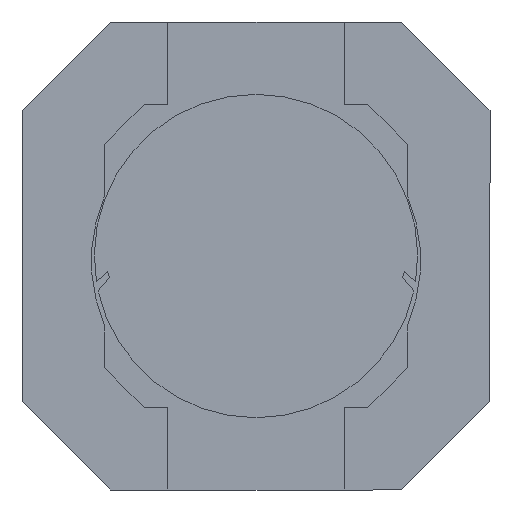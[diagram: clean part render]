
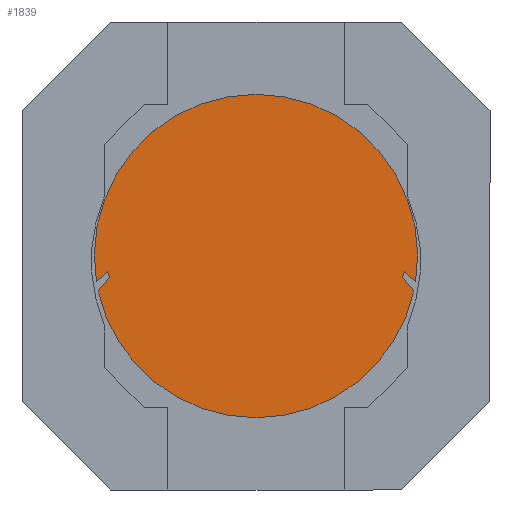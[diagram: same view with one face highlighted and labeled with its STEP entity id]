
A CAD part, front view. The second image highlights one B-rep face of the part: STEP entity #1839.
In plain terms, the highlighted planar face has unit normal (0, -1, 0).
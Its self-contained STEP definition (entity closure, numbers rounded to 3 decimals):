
#12 = CIRCLE ( 'NONE', #1288, 1.375 ) ;
#84 = DIRECTION ( 'NONE',  ( 0., -1., 0. ) ) ;
#119 = DIRECTION ( 'NONE',  ( -0.287, 0., -0.958 ) ) ;
#150 = ORIENTED_EDGE ( 'NONE', *, *, #525, .T. ) ;
#184 = DIRECTION ( 'NONE',  ( 0., 0., -1. ) ) ;
#195 = DIRECTION ( 'NONE',  ( 0., -1., 0. ) ) ;
#196 = VECTOR ( 'NONE', #119, 1000. ) ;
#242 = EDGE_CURVE ( 'NONE', #1340, #661, #1728, .T. ) ;
#260 = CARTESIAN_POINT ( 'NONE',  ( 1.262, 0.2, -0.131 ) ) ;
#316 = LINE ( 'NONE', #1413, #1218 ) ;
#331 = ORIENTED_EDGE ( 'NONE', *, *, #1677, .T. ) ;
#339 = VECTOR ( 'NONE', #1439, 1000. ) ;
#347 = AXIS2_PLACEMENT_3D ( 'NONE', #763, #84, #771 ) ;
#361 = CARTESIAN_POINT ( 'NONE',  ( 1.342, 0.2, -0.298 ) ) ;
#391 = VERTEX_POINT ( 'NONE', #2010 ) ;
#413 = CIRCLE ( 'NONE', #1210, 1.375 ) ;
#462 = EDGE_CURVE ( 'NONE', #2030, #637, #1052, .T. ) ;
#483 = CARTESIAN_POINT ( 'NONE',  ( 1.357, 0.2, -0.22 ) ) ;
#494 = VERTEX_POINT ( 'NONE', #361 ) ;
#499 = DIRECTION ( 'NONE',  ( 0., 0., -1. ) ) ;
#516 = EDGE_CURVE ( 'NONE', #637, #494, #1318, .T. ) ;
#525 = EDGE_CURVE ( 'NONE', #661, #1993, #1191, .T. ) ;
#549 = EDGE_CURVE ( 'NONE', #2030, #1785, #1032, .T. ) ;
#624 = CARTESIAN_POINT ( 'NONE',  ( -1.502, 0.2, -0.354 ) ) ;
#637 = VERTEX_POINT ( 'NONE', #1790 ) ;
#661 = VERTEX_POINT ( 'NONE', #1070 ) ;
#673 = CARTESIAN_POINT ( 'NONE',  ( -1.342, 0.2, -0.298 ) ) ;
#698 = ORIENTED_EDGE ( 'NONE', *, *, #549, .T. ) ;
#763 = CARTESIAN_POINT ( 'NONE',  ( 0., 0.2, 0. ) ) ;
#764 = DIRECTION ( 'NONE',  ( 0., -1., 0. ) ) ;
#771 = DIRECTION ( 'NONE',  ( 0., 0., -1. ) ) ;
#806 = CARTESIAN_POINT ( 'NONE',  ( 1.262, 0.2, -0.131 ) ) ;
#830 = PLANE ( 'NONE',  #1435 ) ;
#889 = DIRECTION ( 'NONE',  ( 0., 0., -1. ) ) ;
#902 = VECTOR ( 'NONE', #1929, 1000. ) ;
#922 = CARTESIAN_POINT ( 'NONE',  ( -1.245, 0.2, -0.186 ) ) ;
#951 = ORIENTED_EDGE ( 'NONE', *, *, #462, .F. ) ;
#981 = EDGE_CURVE ( 'NONE', #391, #494, #413, .T. ) ;
#1024 = CARTESIAN_POINT ( 'NONE',  ( 0., 0.2, 0. ) ) ;
#1031 = EDGE_LOOP ( 'NONE', ( #1549, #150, #331, #1657, #1470, #1391, #951, #698, #1252 ) ) ;
#1032 = LINE ( 'NONE', #1165, #1421 ) ;
#1052 = LINE ( 'NONE', #260, #196 ) ;
#1070 = CARTESIAN_POINT ( 'NONE',  ( -1.262, 0.2, -0.131 ) ) ;
#1149 = DIRECTION ( 'NONE',  ( 0.287, 0., -0.958 ) ) ;
#1165 = CARTESIAN_POINT ( 'NONE',  ( 0.519, 0.2, 0.559 ) ) ;
#1191 = LINE ( 'NONE', #1803, #1587 ) ;
#1210 = AXIS2_PLACEMENT_3D ( 'NONE', #1024, #195, #184 ) ;
#1218 = VECTOR ( 'NONE', #1706, 1000. ) ;
#1252 = ORIENTED_EDGE ( 'NONE', *, *, #1360, .T. ) ;
#1288 = AXIS2_PLACEMENT_3D ( 'NONE', #1837, #764, #889 ) ;
#1306 = DIRECTION ( 'NONE',  ( 0.733, 0., -0.68 ) ) ;
#1318 = LINE ( 'NONE', #1477, #902 ) ;
#1340 = VERTEX_POINT ( 'NONE', #1467 ) ;
#1360 = EDGE_CURVE ( 'NONE', #1785, #1340, #1890, .T. ) ;
#1383 = CARTESIAN_POINT ( 'NONE',  ( 0., 0.2, 0. ) ) ;
#1391 = ORIENTED_EDGE ( 'NONE', *, *, #516, .F. ) ;
#1413 = CARTESIAN_POINT ( 'NONE',  ( -1.245, 0.2, -0.186 ) ) ;
#1421 = VECTOR ( 'NONE', #1306, 1000. ) ;
#1435 = AXIS2_PLACEMENT_3D ( 'NONE', #1383, #1903, #499 ) ;
#1439 = DIRECTION ( 'NONE',  ( 0.733, 0., 0.68 ) ) ;
#1467 = CARTESIAN_POINT ( 'NONE',  ( -1.357, 0.2, -0.22 ) ) ;
#1470 = ORIENTED_EDGE ( 'NONE', *, *, #981, .T. ) ;
#1477 = CARTESIAN_POINT ( 'NONE',  ( 1.245, 0.2, -0.186 ) ) ;
#1549 = ORIENTED_EDGE ( 'NONE', *, *, #242, .T. ) ;
#1587 = VECTOR ( 'NONE', #1149, 1000. ) ;
#1657 = ORIENTED_EDGE ( 'NONE', *, *, #1952, .T. ) ;
#1677 = EDGE_CURVE ( 'NONE', #1993, #1840, #316, .T. ) ;
#1706 = DIRECTION ( 'NONE',  ( -0.659, 0., -0.753 ) ) ;
#1728 = LINE ( 'NONE', #624, #339 ) ;
#1785 = VERTEX_POINT ( 'NONE', #483 ) ;
#1790 = CARTESIAN_POINT ( 'NONE',  ( 1.245, 0.2, -0.186 ) ) ;
#1803 = CARTESIAN_POINT ( 'NONE',  ( -1.262, 0.2, -0.131 ) ) ;
#1837 = CARTESIAN_POINT ( 'NONE',  ( 0., 0.2, 0. ) ) ;
#1839 = ADVANCED_FACE ( 'NONE', ( #1933 ), #830, .T. ) ;
#1840 = VERTEX_POINT ( 'NONE', #673 ) ;
#1890 = CIRCLE ( 'NONE', #347, 1.375 ) ;
#1903 = DIRECTION ( 'NONE',  ( 0., -1., 0. ) ) ;
#1929 = DIRECTION ( 'NONE',  ( 0.659, 0., -0.753 ) ) ;
#1933 = FACE_OUTER_BOUND ( 'NONE', #1031, .T. ) ;
#1952 = EDGE_CURVE ( 'NONE', #1840, #391, #12, .T. ) ;
#1993 = VERTEX_POINT ( 'NONE', #922 ) ;
#2010 = CARTESIAN_POINT ( 'NONE',  ( 0., 0.2, -1.375 ) ) ;
#2030 = VERTEX_POINT ( 'NONE', #806 ) ;
